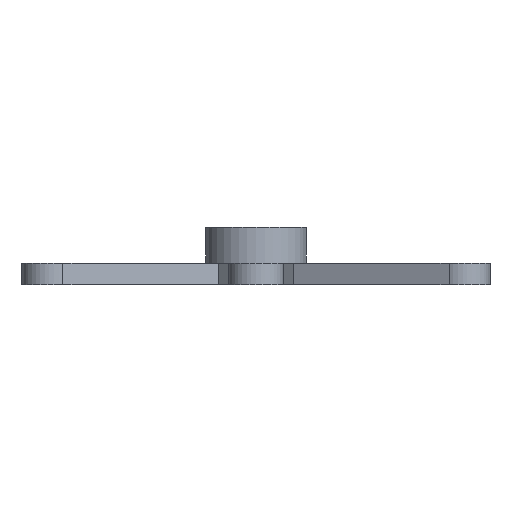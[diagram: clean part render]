
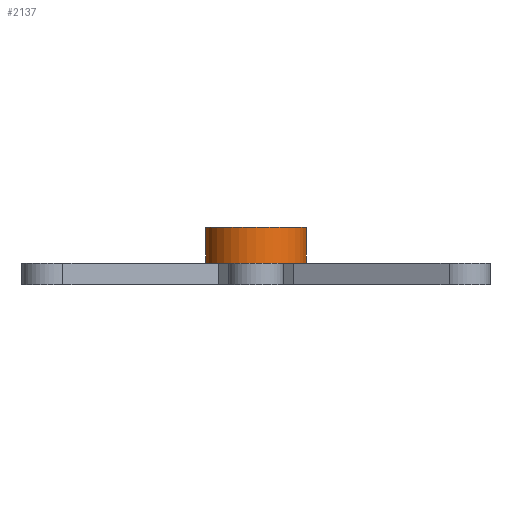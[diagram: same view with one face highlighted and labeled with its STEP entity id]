
A CAD part, front view. The second image highlights one B-rep face of the part: STEP entity #2137.
In plain terms, the highlighted cylindrical face has radius 3.5 mm (diameter 7 mm), a full revolution.
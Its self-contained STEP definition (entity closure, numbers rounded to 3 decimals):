
#15=CYLINDRICAL_SURFACE('',#2257,3.5);
#135=CIRCLE('',#2212,3.5);
#137=CIRCLE('',#2258,3.5);
#269=FACE_OUTER_BOUND('',#375,.T.);
#375=EDGE_LOOP('',(#1697,#1698,#1699,#1700));
#639=LINE('',#3272,#851);
#851=VECTOR('',#2633,3.5);
#937=VERTEX_POINT('',#3016);
#1021=VERTEX_POINT('',#3271);
#1138=EDGE_CURVE('',#937,#937,#135,.T.);
#1265=EDGE_CURVE('',#937,#1021,#639,.T.);
#1266=EDGE_CURVE('',#1021,#1021,#137,.T.);
#1697=ORIENTED_EDGE('',*,*,#1138,.F.);
#1698=ORIENTED_EDGE('',*,*,#1265,.T.);
#1699=ORIENTED_EDGE('',*,*,#1266,.F.);
#1700=ORIENTED_EDGE('',*,*,#1265,.F.);
#2137=ADVANCED_FACE('',(#269),#15,.T.);
#2212=AXIS2_PLACEMENT_3D('',#3017,#2416,#2417);
#2257=AXIS2_PLACEMENT_3D('',#3270,#2631,#2632);
#2258=AXIS2_PLACEMENT_3D('',#3273,#2634,#2635);
#2416=DIRECTION('center_axis',(0.,0.,1.));
#2417=DIRECTION('ref_axis',(1.,0.,0.));
#2631=DIRECTION('center_axis',(0.,0.,1.));
#2632=DIRECTION('ref_axis',(1.,0.,0.));
#2633=DIRECTION('',(0.,0.,-1.));
#2634=DIRECTION('center_axis',(0.,0.,-1.));
#2635=DIRECTION('ref_axis',(1.,0.,0.));
#3016=CARTESIAN_POINT('',(-3.5,0.,4.));
#3017=CARTESIAN_POINT('Origin',(0.,0.,4.));
#3270=CARTESIAN_POINT('Origin',(0.,0.,1.));
#3271=CARTESIAN_POINT('',(-3.5,0.,1.5));
#3272=CARTESIAN_POINT('',(-3.5,0.,1.));
#3273=CARTESIAN_POINT('Origin',(0.,0.,1.5));
